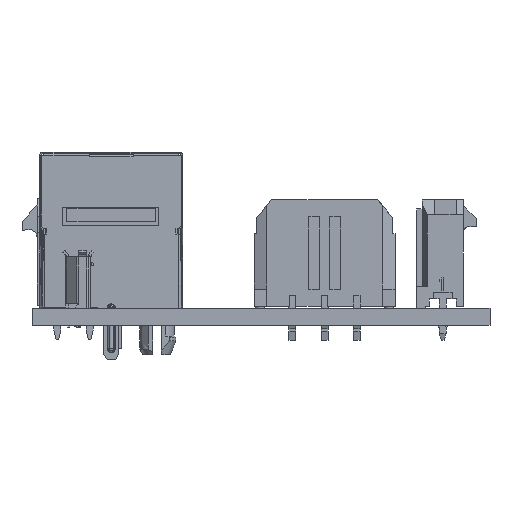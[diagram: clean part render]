
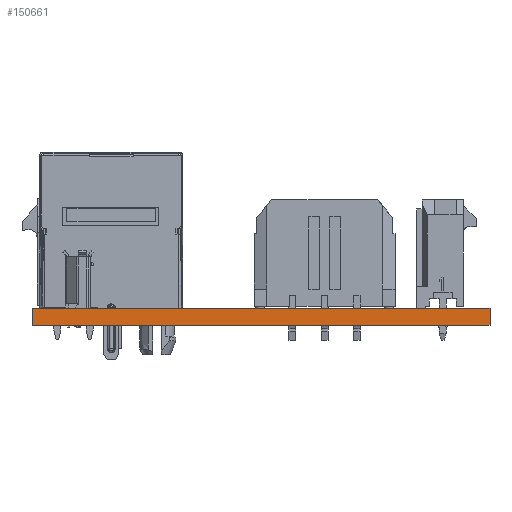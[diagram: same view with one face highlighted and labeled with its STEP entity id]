
A CAD part, front view. The second image highlights one B-rep face of the part: STEP entity #150661.
In plain terms, the highlighted planar face has unit normal (0.002, -1, 0).
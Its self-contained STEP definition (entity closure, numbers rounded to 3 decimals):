
#150480 = PLANE('',#150481);
#150481 = AXIS2_PLACEMENT_3D('',#150482,#150483,#150484);
#150482 = CARTESIAN_POINT('',(21.3,30.1,0.));
#150483 = DIRECTION('',(1.,0.,-0.));
#150484 = DIRECTION('',(0.,-1.,0.));
#150505 = VERTEX_POINT('',#150506);
#150506 = CARTESIAN_POINT('',(21.3,-30.,1.6));
#150520 = PLANE('',#150521);
#150521 = AXIS2_PLACEMENT_3D('',#150522,#150523,#150524);
#150522 = CARTESIAN_POINT('',(0.,0.,1.6
    ));
#150523 = DIRECTION('',(-0.,-0.,-1.));
#150524 = DIRECTION('',(-1.,0.,0.));
#150532 = EDGE_CURVE('',#150533,#150505,#150535,.T.);
#150533 = VERTEX_POINT('',#150534);
#150534 = CARTESIAN_POINT('',(21.3,-30.,0.));
#150535 = SURFACE_CURVE('',#150536,(#150540,#150547),.PCURVE_S1.);
#150536 = LINE('',#150537,#150538);
#150537 = CARTESIAN_POINT('',(21.3,-30.,0.));
#150538 = VECTOR('',#150539,1.);
#150539 = DIRECTION('',(0.,0.,1.));
#150540 = PCURVE('',#150480,#150541);
#150541 = DEFINITIONAL_REPRESENTATION('',(#150542),#150546);
#150542 = LINE('',#150543,#150544);
#150543 = CARTESIAN_POINT('',(60.1,0.));
#150544 = VECTOR('',#150545,1.);
#150545 = DIRECTION('',(0.,-1.));
#150546 = ( GEOMETRIC_REPRESENTATION_CONTEXT(2) 
PARAMETRIC_REPRESENTATION_CONTEXT() REPRESENTATION_CONTEXT('2D SPACE',''
  ) );
#150547 = PCURVE('',#150548,#150553);
#150548 = PLANE('',#150549);
#150549 = AXIS2_PLACEMENT_3D('',#150550,#150551,#150552);
#150550 = CARTESIAN_POINT('',(21.3,-30.,0.));
#150551 = DIRECTION('',(0.002,-1.,0.));
#150552 = DIRECTION('',(-1.,-0.002,0.));
#150553 = DEFINITIONAL_REPRESENTATION('',(#150554),#150558);
#150554 = LINE('',#150555,#150556);
#150555 = CARTESIAN_POINT('',(0.,0.));
#150556 = VECTOR('',#150557,1.);
#150557 = DIRECTION('',(0.,-1.));
#150558 = ( GEOMETRIC_REPRESENTATION_CONTEXT(2) 
PARAMETRIC_REPRESENTATION_CONTEXT() REPRESENTATION_CONTEXT('2D SPACE',''
  ) );
#150574 = PLANE('',#150575);
#150575 = AXIS2_PLACEMENT_3D('',#150576,#150577,#150578);
#150576 = CARTESIAN_POINT('',(0.,0.,0.)
  );
#150577 = DIRECTION('',(-0.,-0.,-1.));
#150578 = DIRECTION('',(-1.,0.,0.));
#150607 = PLANE('',#150608);
#150608 = AXIS2_PLACEMENT_3D('',#150609,#150610,#150611);
#150609 = CARTESIAN_POINT('',(-21.3,-30.1,0.));
#150610 = DIRECTION('',(-1.,0.,0.));
#150611 = DIRECTION('',(0.,1.,0.));
#150661 = ADVANCED_FACE('',(#150662),#150548,.T.);
#150662 = FACE_BOUND('',#150663,.T.);
#150663 = EDGE_LOOP('',(#150664,#150665,#150688,#150711));
#150664 = ORIENTED_EDGE('',*,*,#150532,.T.);
#150665 = ORIENTED_EDGE('',*,*,#150666,.T.);
#150666 = EDGE_CURVE('',#150505,#150667,#150669,.T.);
#150667 = VERTEX_POINT('',#150668);
#150668 = CARTESIAN_POINT('',(-21.3,-30.1,1.6));
#150669 = SURFACE_CURVE('',#150670,(#150674,#150681),.PCURVE_S1.);
#150670 = LINE('',#150671,#150672);
#150671 = CARTESIAN_POINT('',(21.3,-30.,1.6));
#150672 = VECTOR('',#150673,1.);
#150673 = DIRECTION('',(-1.,-0.002,0.));
#150674 = PCURVE('',#150548,#150675);
#150675 = DEFINITIONAL_REPRESENTATION('',(#150676),#150680);
#150676 = LINE('',#150677,#150678);
#150677 = CARTESIAN_POINT('',(0.,-1.6));
#150678 = VECTOR('',#150679,1.);
#150679 = DIRECTION('',(1.,0.));
#150680 = ( GEOMETRIC_REPRESENTATION_CONTEXT(2) 
PARAMETRIC_REPRESENTATION_CONTEXT() REPRESENTATION_CONTEXT('2D SPACE',''
  ) );
#150681 = PCURVE('',#150520,#150682);
#150682 = DEFINITIONAL_REPRESENTATION('',(#150683),#150687);
#150683 = LINE('',#150684,#150685);
#150684 = CARTESIAN_POINT('',(-21.3,-30.));
#150685 = VECTOR('',#150686,1.);
#150686 = DIRECTION('',(1.,-0.002));
#150687 = ( GEOMETRIC_REPRESENTATION_CONTEXT(2) 
PARAMETRIC_REPRESENTATION_CONTEXT() REPRESENTATION_CONTEXT('2D SPACE',''
  ) );
#150688 = ORIENTED_EDGE('',*,*,#150689,.F.);
#150689 = EDGE_CURVE('',#150690,#150667,#150692,.T.);
#150690 = VERTEX_POINT('',#150691);
#150691 = CARTESIAN_POINT('',(-21.3,-30.1,0.));
#150692 = SURFACE_CURVE('',#150693,(#150697,#150704),.PCURVE_S1.);
#150693 = LINE('',#150694,#150695);
#150694 = CARTESIAN_POINT('',(-21.3,-30.1,0.));
#150695 = VECTOR('',#150696,1.);
#150696 = DIRECTION('',(0.,0.,1.));
#150697 = PCURVE('',#150548,#150698);
#150698 = DEFINITIONAL_REPRESENTATION('',(#150699),#150703);
#150699 = LINE('',#150700,#150701);
#150700 = CARTESIAN_POINT('',(42.6,0.));
#150701 = VECTOR('',#150702,1.);
#150702 = DIRECTION('',(0.,-1.));
#150703 = ( GEOMETRIC_REPRESENTATION_CONTEXT(2) 
PARAMETRIC_REPRESENTATION_CONTEXT() REPRESENTATION_CONTEXT('2D SPACE',''
  ) );
#150704 = PCURVE('',#150607,#150705);
#150705 = DEFINITIONAL_REPRESENTATION('',(#150706),#150710);
#150706 = LINE('',#150707,#150708);
#150707 = CARTESIAN_POINT('',(0.,0.));
#150708 = VECTOR('',#150709,1.);
#150709 = DIRECTION('',(0.,-1.));
#150710 = ( GEOMETRIC_REPRESENTATION_CONTEXT(2) 
PARAMETRIC_REPRESENTATION_CONTEXT() REPRESENTATION_CONTEXT('2D SPACE',''
  ) );
#150711 = ORIENTED_EDGE('',*,*,#150712,.F.);
#150712 = EDGE_CURVE('',#150533,#150690,#150713,.T.);
#150713 = SURFACE_CURVE('',#150714,(#150718,#150725),.PCURVE_S1.);
#150714 = LINE('',#150715,#150716);
#150715 = CARTESIAN_POINT('',(21.3,-30.,0.));
#150716 = VECTOR('',#150717,1.);
#150717 = DIRECTION('',(-1.,-0.002,0.));
#150718 = PCURVE('',#150548,#150719);
#150719 = DEFINITIONAL_REPRESENTATION('',(#150720),#150724);
#150720 = LINE('',#150721,#150722);
#150721 = CARTESIAN_POINT('',(0.,0.));
#150722 = VECTOR('',#150723,1.);
#150723 = DIRECTION('',(1.,0.));
#150724 = ( GEOMETRIC_REPRESENTATION_CONTEXT(2) 
PARAMETRIC_REPRESENTATION_CONTEXT() REPRESENTATION_CONTEXT('2D SPACE',''
  ) );
#150725 = PCURVE('',#150574,#150726);
#150726 = DEFINITIONAL_REPRESENTATION('',(#150727),#150731);
#150727 = LINE('',#150728,#150729);
#150728 = CARTESIAN_POINT('',(-21.3,-30.));
#150729 = VECTOR('',#150730,1.);
#150730 = DIRECTION('',(1.,-0.002));
#150731 = ( GEOMETRIC_REPRESENTATION_CONTEXT(2) 
PARAMETRIC_REPRESENTATION_CONTEXT() REPRESENTATION_CONTEXT('2D SPACE',''
  ) );
